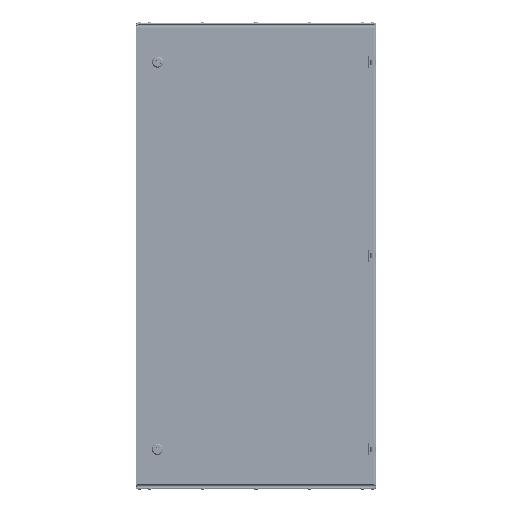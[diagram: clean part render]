
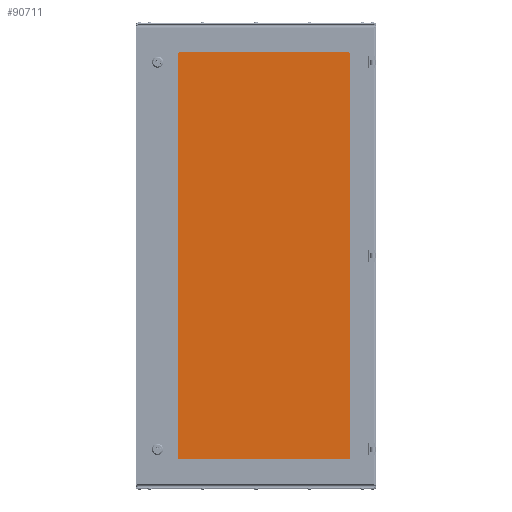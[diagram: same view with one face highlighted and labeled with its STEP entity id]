
A CAD part, top view. The second image highlights one B-rep face of the part: STEP entity #90711.
In plain terms, the highlighted planar face has unit normal (0, 0, 1).
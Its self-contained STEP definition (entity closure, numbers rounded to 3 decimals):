
#686 = DIRECTION ( 'NONE',  ( 0., 1., 0. ) ) ;
#748 = DIRECTION ( 'NONE',  ( 1., 0., 0. ) ) ;
#1791 = DIRECTION ( 'NONE',  ( -1., 0., 0. ) ) ;
#1976 = VERTEX_POINT ( 'NONE', #27811 ) ;
#2067 = EDGE_CURVE ( 'NONE', #67907, #30067, #80042, .T. ) ;
#2131 = CARTESIAN_POINT ( 'NONE',  ( -227.75, -520.5, 4. ) ) ;
#2406 = LINE ( 'NONE', #68927, #40742 ) ;
#2945 = ORIENTED_EDGE ( 'NONE', *, *, #27805, .T. ) ;
#3026 = CARTESIAN_POINT ( 'NONE',  ( 217.75, 510.5, 4. ) ) ;
#3163 = CARTESIAN_POINT ( 'NONE',  ( -227.75, 520.5, 4. ) ) ;
#4341 = VERTEX_POINT ( 'NONE', #10392 ) ;
#4383 = ORIENTED_EDGE ( 'NONE', *, *, #2067, .T. ) ;
#6070 = DIRECTION ( 'NONE',  ( 0., 0., 1. ) ) ;
#7700 = CIRCLE ( 'NONE', #75548, 10. ) ;
#8871 = FACE_OUTER_BOUND ( 'NONE', #53716, .T. ) ;
#8901 = EDGE_CURVE ( 'NONE', #9687, #61867, #81106, .T. ) ;
#9144 = CARTESIAN_POINT ( 'NONE',  ( 227.75, -520.5, 4. ) ) ;
#9687 = VERTEX_POINT ( 'NONE', #38794 ) ;
#10392 = CARTESIAN_POINT ( 'NONE',  ( 227.75, -510.5, 4. ) ) ;
#11669 = ORIENTED_EDGE ( 'NONE', *, *, #60033, .T. ) ;
#12150 = VECTOR ( 'NONE', #45591, 1000. ) ;
#12231 = EDGE_CURVE ( 'NONE', #61867, #82590, #89446, .T. ) ;
#12323 = AXIS2_PLACEMENT_3D ( 'NONE', #88231, #37608, #1791 ) ;
#13677 = ORIENTED_EDGE ( 'NONE', *, *, #86391, .T. ) ;
#17197 = ORIENTED_EDGE ( 'NONE', *, *, #36192, .T. ) ;
#20508 = AXIS2_PLACEMENT_3D ( 'NONE', #3026, #25176, #88065 ) ;
#24800 = VERTEX_POINT ( 'NONE', #61570 ) ;
#25176 = DIRECTION ( 'NONE',  ( 0., 0., 1. ) ) ;
#27753 = CARTESIAN_POINT ( 'NONE',  ( 217.75, -510.5, 4. ) ) ;
#27805 = EDGE_CURVE ( 'NONE', #82590, #24800, #2406, .T. ) ;
#27811 = CARTESIAN_POINT ( 'NONE',  ( 227.75, 510.5, 4. ) ) ;
#29661 = VECTOR ( 'NONE', #686, 1000. ) ;
#30067 = VERTEX_POINT ( 'NONE', #84511 ) ;
#32777 = ORIENTED_EDGE ( 'NONE', *, *, #8901, .T. ) ;
#36192 = EDGE_CURVE ( 'NONE', #4341, #1976, #91853, .T. ) ;
#37435 = CARTESIAN_POINT ( 'NONE',  ( -217.75, 510.5, 4. ) ) ;
#37608 = DIRECTION ( 'NONE',  ( 0., 0., -1. ) ) ;
#38024 = CARTESIAN_POINT ( 'NONE',  ( -217.75, -510.5, 4. ) ) ;
#38794 = CARTESIAN_POINT ( 'NONE',  ( 217.75, 520.5, 4. ) ) ;
#40742 = VECTOR ( 'NONE', #59973, 1000. ) ;
#41002 = ORIENTED_EDGE ( 'NONE', *, *, #45541, .T. ) ;
#44967 = DIRECTION ( 'NONE',  ( -1., 0., 0. ) ) ;
#45541 = EDGE_CURVE ( 'NONE', #1976, #9687, #65787, .T. ) ;
#45591 = DIRECTION ( 'NONE',  ( -1., 0., 0. ) ) ;
#48591 = CARTESIAN_POINT ( 'NONE',  ( -227.75, 510.5, 4. ) ) ;
#49437 = DIRECTION ( 'NONE',  ( -1., 0., 0. ) ) ;
#52257 = PLANE ( 'NONE',  #12323 ) ;
#53716 = EDGE_LOOP ( 'NONE', ( #4383, #13677, #17197, #41002, #32777, #67599, #2945, #11669 ) ) ;
#59973 = DIRECTION ( 'NONE',  ( 0., -1., 0. ) ) ;
#60033 = EDGE_CURVE ( 'NONE', #24800, #67907, #89532, .T. ) ;
#60614 = CARTESIAN_POINT ( 'NONE',  ( -217.75, -520.5, 4. ) ) ;
#60822 = AXIS2_PLACEMENT_3D ( 'NONE', #38024, #81995, #88653 ) ;
#61570 = CARTESIAN_POINT ( 'NONE',  ( -227.75, -510.5, 4. ) ) ;
#61867 = VERTEX_POINT ( 'NONE', #69141 ) ;
#65787 = CIRCLE ( 'NONE', #20508, 10. ) ;
#67599 = ORIENTED_EDGE ( 'NONE', *, *, #12231, .T. ) ;
#67907 = VERTEX_POINT ( 'NONE', #60614 ) ;
#68927 = CARTESIAN_POINT ( 'NONE',  ( -227.75, -520.5, 4. ) ) ;
#69141 = CARTESIAN_POINT ( 'NONE',  ( -217.75, 520.5, 4. ) ) ;
#72840 = AXIS2_PLACEMENT_3D ( 'NONE', #37435, #88049, #44967 ) ;
#75548 = AXIS2_PLACEMENT_3D ( 'NONE', #27753, #6070, #49437 ) ;
#80042 = LINE ( 'NONE', #2131, #80698 ) ;
#80698 = VECTOR ( 'NONE', #748, 1000. ) ;
#81106 = LINE ( 'NONE', #3163, #12150 ) ;
#81995 = DIRECTION ( 'NONE',  ( 0., 0., 1. ) ) ;
#82590 = VERTEX_POINT ( 'NONE', #48591 ) ;
#84511 = CARTESIAN_POINT ( 'NONE',  ( 217.75, -520.5, 4. ) ) ;
#86391 = EDGE_CURVE ( 'NONE', #30067, #4341, #7700, .T. ) ;
#88049 = DIRECTION ( 'NONE',  ( 0., 0., 1. ) ) ;
#88065 = DIRECTION ( 'NONE',  ( -1., 0., 0. ) ) ;
#88231 = CARTESIAN_POINT ( 'NONE',  ( 0., 0., 4. ) ) ;
#88653 = DIRECTION ( 'NONE',  ( -1., 0., 0. ) ) ;
#89446 = CIRCLE ( 'NONE', #72840, 10. ) ;
#89532 = CIRCLE ( 'NONE', #60822, 10. ) ;
#90711 = ADVANCED_FACE ( 'NONE', ( #8871 ), #52257, .F. ) ;
#91853 = LINE ( 'NONE', #9144, #29661 ) ;
